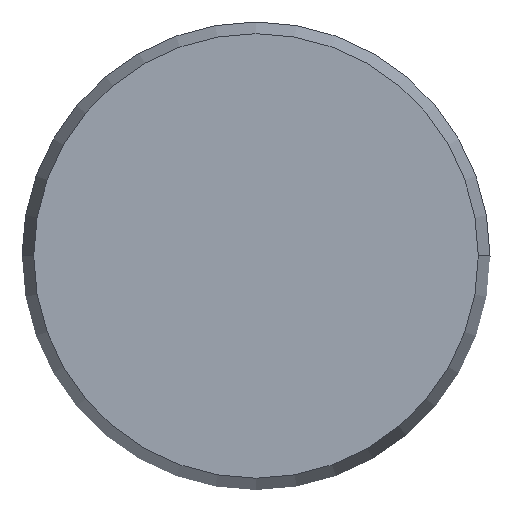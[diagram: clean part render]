
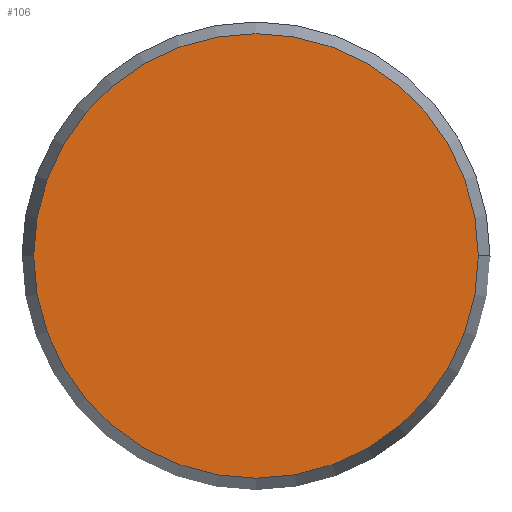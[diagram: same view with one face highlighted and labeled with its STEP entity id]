
A CAD part, top view. The second image highlights one B-rep face of the part: STEP entity #106.
In plain terms, the highlighted planar face has unit normal (0, 0, 1).
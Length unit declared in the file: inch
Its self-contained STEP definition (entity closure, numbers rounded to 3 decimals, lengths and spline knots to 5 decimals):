
#3 = CIRCLE ( 'NONE', #694, 0.7595 ) ;
#5 = DIRECTION ( 'NONE',  ( 1., 0., 0. ) ) ;
#14 = CARTESIAN_POINT ( 'NONE',  ( 0., 0., 0. ) ) ;
#42 = FACE_OUTER_BOUND ( 'NONE', #853, .T. ) ;
#106 = ADVANCED_FACE ( 'NONE', ( #42 ), #978, .T. ) ;
#204 = CARTESIAN_POINT ( 'NONE',  ( -0.7595, 0., 0. ) ) ;
#260 = CARTESIAN_POINT ( 'NONE',  ( 0., 0., 0. ) ) ;
#304 = EDGE_CURVE ( 'NONE', #945, #403, #811, .T. ) ;
#333 = DIRECTION ( 'NONE',  ( 1., 0., 0. ) ) ;
#357 = AXIS2_PLACEMENT_3D ( 'NONE', #559, #729, #5 ) ;
#403 = VERTEX_POINT ( 'NONE', #204 ) ;
#496 = DIRECTION ( 'NONE',  ( 0., 0., 1. ) ) ;
#500 = AXIS2_PLACEMENT_3D ( 'NONE', #14, #987, #577 ) ;
#559 = CARTESIAN_POINT ( 'NONE',  ( 0.65081, 0., 0. ) ) ;
#577 = DIRECTION ( 'NONE',  ( 1., 0., 0. ) ) ;
#694 = AXIS2_PLACEMENT_3D ( 'NONE', #260, #496, #333 ) ;
#729 = DIRECTION ( 'NONE',  ( 0., 0., 1. ) ) ;
#789 = ORIENTED_EDGE ( 'NONE', *, *, #304, .T. ) ;
#811 = CIRCLE ( 'NONE', #500, 0.7595 ) ;
#823 = CARTESIAN_POINT ( 'NONE',  ( 0.7595, 0., 0. ) ) ;
#827 = EDGE_CURVE ( 'NONE', #403, #945, #3, .T. ) ;
#830 = ORIENTED_EDGE ( 'NONE', *, *, #827, .T. ) ;
#853 = EDGE_LOOP ( 'NONE', ( #830, #789 ) ) ;
#945 = VERTEX_POINT ( 'NONE', #823 ) ;
#978 = PLANE ( 'NONE',  #357 ) ;
#987 = DIRECTION ( 'NONE',  ( 0., 0., 1. ) ) ;
